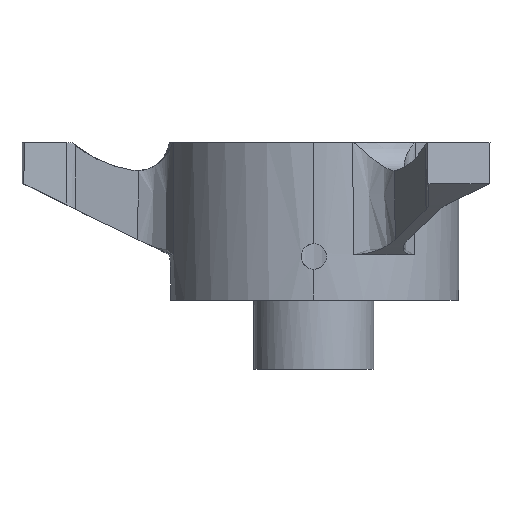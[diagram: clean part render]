
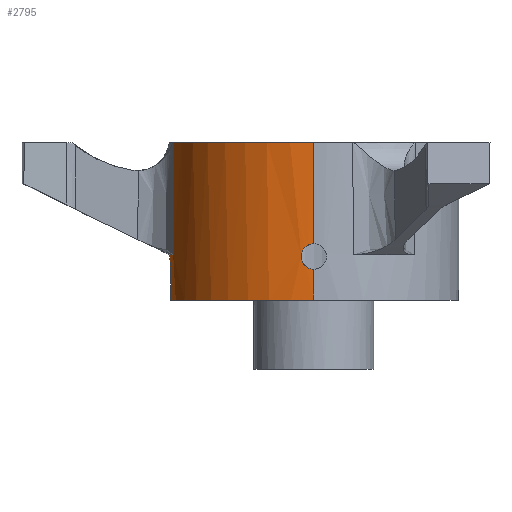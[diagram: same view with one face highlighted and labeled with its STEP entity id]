
A CAD part, left-side view. The second image highlights one B-rep face of the part: STEP entity #2795.
In plain terms, the highlighted cylindrical face has radius 15.9 mm (diameter 31.8 mm), a partial arc.
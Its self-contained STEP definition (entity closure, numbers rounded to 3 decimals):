
#144 = ORIENTED_EDGE ( 'NONE', *, *, #2310, .F. ) ;
#146 = CARTESIAN_POINT ( 'NONE',  ( -3.976, 15.395, -39.867 ) ) ;
#192 = CARTESIAN_POINT ( 'NONE',  ( -15.9, 0., -55.8 ) ) ;
#231 = CARTESIAN_POINT ( 'NONE',  ( -1.605, 15.819, -51.015 ) ) ;
#352 = CARTESIAN_POINT ( 'NONE',  ( -15.838, 1.4, -51. ) ) ;
#402 = ORIENTED_EDGE ( 'NONE', *, *, #2654, .T. ) ;
#443 = ORIENTED_EDGE ( 'NONE', *, *, #3336, .T. ) ;
#527 = ORIENTED_EDGE ( 'NONE', *, *, #3702, .F. ) ;
#589 = CARTESIAN_POINT ( 'NONE',  ( -2.028, 15.77, -51.502 ) ) ;
#596 = CIRCLE ( 'NONE', #3274, 15.9 ) ;
#620 = CARTESIAN_POINT ( 'NONE',  ( -15.838, 1.4, -51.188 ) ) ;
#640 = CARTESIAN_POINT ( 'NONE',  ( -15.878, 0.855, -52.124 ) ) ;
#660 = CARTESIAN_POINT ( 'NONE',  ( -15.885, 0.707, -52.223 ) ) ;
#664 = EDGE_LOOP ( 'NONE', ( #527, #144, #443, #402, #4078, #2005, #3079, #1791, #3169, #2872 ) ) ;
#687 = DIRECTION ( 'NONE',  ( 0., 0., 1. ) ) ;
#702 = DIRECTION ( 'NONE',  ( -0.24, 0.971, 0. ) ) ;
#708 = DIRECTION ( 'NONE',  ( 0., 0., -1. ) ) ;
#878 = CARTESIAN_POINT ( 'NONE',  ( -3.938, 15.405, -42.6 ) ) ;
#949 = DIRECTION ( 'NONE',  ( 0., 0., -1. ) ) ;
#954 = CARTESIAN_POINT ( 'NONE',  ( -15.9, 0.187, -52.4 ) ) ;
#963 = DIRECTION ( 'NONE',  ( 0., 0., 1. ) ) ;
#997 = CARTESIAN_POINT ( 'NONE',  ( -15.9, 0., -38.5 ) ) ;
#1063 = VERTEX_POINT ( 'NONE', #997 ) ;
#1064 = LINE ( 'NONE', #2336, #3451 ) ;
#1109 = CARTESIAN_POINT ( 'NONE',  ( -3.995, 15.39, -38.5 ) ) ;
#1199 = VERTEX_POINT ( 'NONE', #1783 ) ;
#1244 = CARTESIAN_POINT ( 'NONE',  ( -2.4, 15.718, -52.8 ) ) ;
#1246 = CARTESIAN_POINT ( 'NONE',  ( -3.995, 15.39, -38.5 ) ) ;
#1254 = CARTESIAN_POINT ( 'NONE',  ( -15.9, 0., -52.4 ) ) ;
#1315 = CARTESIAN_POINT ( 'NONE',  ( -1.642, 15.815, -51.049 ) ) ;
#1334 = CARTESIAN_POINT ( 'NONE',  ( -15.9, 0., -49.6 ) ) ;
#1376 = CARTESIAN_POINT ( 'NONE',  ( -15.838, 1.4, -50.814 ) ) ;
#1381 = CARTESIAN_POINT ( 'NONE',  ( -3.824, 15.433, -50.8 ) ) ;
#1578 = CYLINDRICAL_SURFACE ( 'NONE', #2192, 15.9 ) ;
#1625 = DIRECTION ( 'NONE',  ( 0., 0., -1. ) ) ;
#1643 = CARTESIAN_POINT ( 'NONE',  ( 0., 0., -38.5 ) ) ;
#1700 = CARTESIAN_POINT ( 'NONE',  ( -15.853, 1.222, -50.293 ) ) ;
#1705 = DIRECTION ( 'NONE',  ( 0., 0., -1. ) ) ;
#1749 = CARTESIAN_POINT ( 'NONE',  ( 0., 0., -55.8 ) ) ;
#1783 = CARTESIAN_POINT ( 'NONE',  ( -15.838, 1.4, -51. ) ) ;
#1791 = ORIENTED_EDGE ( 'NONE', *, *, #3221, .F. ) ;
#1825 = CARTESIAN_POINT ( 'NONE',  ( -3.824, 15.433, -50.8 ) ) ;
#1894 = CARTESIAN_POINT ( 'NONE',  ( -2.4, 15.718, -52.604 ) ) ;
#1930 = B_SPLINE_CURVE_WITH_KNOTS ( 'NONE', 3,
 ( #2642, #1376, #2301, #1700, #3958, #2320, #2058, #3652, #3371, #3612 ),
 .UNSPECIFIED., .F., .F.,
 ( 4, 2, 2, 2, 4 ),
 ( 0., 0.125, 0.25, 0.375, 0.499 ),
 .UNSPECIFIED. ) ;
#1938 = CARTESIAN_POINT ( 'NONE',  ( -1.915, 15.785, -51.34 ) ) ;
#1958 = CARTESIAN_POINT ( 'NONE',  ( -1.411, 15.837, -50.856 ) ) ;
#2005 = ORIENTED_EDGE ( 'NONE', *, *, #3671, .F. ) ;
#2058 = CARTESIAN_POINT ( 'NONE',  ( -15.885, 0.707, -49.777 ) ) ;
#2096 = CARTESIAN_POINT ( 'NONE',  ( -1.327, 15.845, -50.8 ) ) ;
#2097 = AXIS2_PLACEMENT_3D ( 'NONE', #2511, #3645, #702 ) ;
#2122 = B_SPLINE_CURVE_WITH_KNOTS ( 'NONE', 3,
 ( #1254, #954, #2930, #660, #640, #2885, #2950, #3923, #620, #352 ),
 .UNSPECIFIED., .F., .F.,
 ( 4, 2, 2, 2, 4 ),
 ( 0.5, 0.625, 0.75, 0.875, 1. ),
 .UNSPECIFIED. ) ;
#2192 = AXIS2_PLACEMENT_3D ( 'NONE', #1643, #1625, #3557 ) ;
#2211 = CARTESIAN_POINT ( 'NONE',  ( -1.491, 15.83, -50.917 ) ) ;
#2259 = VERTEX_POINT ( 'NONE', #1246 ) ;
#2262 = EDGE_CURVE ( 'NONE', #3781, #2652, #3051, .T. ) ;
#2282 = DIRECTION ( 'NONE',  ( -0.251, 0.968, 0. ) ) ;
#2301 = CARTESIAN_POINT ( 'NONE',  ( -15.842, 1.364, -50.636 ) ) ;
#2310 = EDGE_CURVE ( 'NONE', #2259, #1063, #3811, .T. ) ;
#2320 = CARTESIAN_POINT ( 'NONE',  ( -15.877, 0.858, -49.879 ) ) ;
#2336 = CARTESIAN_POINT ( 'NONE',  ( -15.9, 0., -38.5 ) ) ;
#2379 = VERTEX_POINT ( 'NONE', #1334 ) ;
#2438 = EDGE_CURVE ( 'NONE', #1199, #2379, #1930, .T. ) ;
#2511 = CARTESIAN_POINT ( 'NONE',  ( 0., 0., -50.8 ) ) ;
#2627 = FACE_OUTER_BOUND ( 'NONE', #664, .T. ) ;
#2639 = LINE ( 'NONE', #3287, #3105 ) ;
#2642 = CARTESIAN_POINT ( 'NONE',  ( -15.838, 1.4, -51. ) ) ;
#2652 = VERTEX_POINT ( 'NONE', #1244 ) ;
#2654 = EDGE_CURVE ( 'NONE', #4104, #3781, #3617, .T. ) ;
#2704 = VERTEX_POINT ( 'NONE', #3751 ) ;
#2795 = ADVANCED_FACE ( 'NONE', ( #2627 ), #1578, .T. ) ;
#2807 = EDGE_CURVE ( 'NONE', #4053, #1199, #2122, .T. ) ;
#2810 = CARTESIAN_POINT ( 'NONE',  ( -3.881, 15.419, -46.7 ) ) ;
#2872 = ORIENTED_EDGE ( 'NONE', *, *, #2438, .T. ) ;
#2875 = CARTESIAN_POINT ( 'NONE',  ( -2.282, 15.736, -52.031 ) ) ;
#2885 = CARTESIAN_POINT ( 'NONE',  ( -15.861, 1.117, -51.864 ) ) ;
#2898 = LINE ( 'NONE', #4219, #4264 ) ;
#2916 = AXIS2_PLACEMENT_3D ( 'NONE', #2922, #963, #2282 ) ;
#2922 = CARTESIAN_POINT ( 'NONE',  ( 0., 0., -38.5 ) ) ;
#2930 = CARTESIAN_POINT ( 'NONE',  ( -15.897, 0.363, -52.365 ) ) ;
#2950 = CARTESIAN_POINT ( 'NONE',  ( -15.853, 1.219, -51.713 ) ) ;
#2967 = EDGE_CURVE ( 'NONE', #3070, #2704, #596, .T. ) ;
#3015 = DIRECTION ( 'NONE',  ( 0.151, 0.989, 0. ) ) ;
#3051 = B_SPLINE_CURVE_WITH_KNOTS ( 'NONE', 3,
 ( #3244, #1958, #2211, #231, #1315, #3270, #3848, #1938, #589, #4217, #2875, #3570, #1894, #3896 ),
 .UNSPECIFIED., .F., .F.,
 ( 4, 2, 2, 2, 2, 2, 4 ),
 ( 0., 0.125, 0.188, 0.25, 0.5, 0.75, 1. ),
 .UNSPECIFIED. ) ;
#3070 = VERTEX_POINT ( 'NONE', #192 ) ;
#3079 = ORIENTED_EDGE ( 'NONE', *, *, #2967, .F. ) ;
#3105 = VECTOR ( 'NONE', #687, 1000. ) ;
#3169 = ORIENTED_EDGE ( 'NONE', *, *, #2807, .T. ) ;
#3221 = EDGE_CURVE ( 'NONE', #4053, #3070, #2898, .T. ) ;
#3244 = CARTESIAN_POINT ( 'NONE',  ( -1.327, 15.845, -50.8 ) ) ;
#3270 = CARTESIAN_POINT ( 'NONE',  ( -1.714, 15.807, -51.12 ) ) ;
#3274 = AXIS2_PLACEMENT_3D ( 'NONE', #1749, #1705, #3015 ) ;
#3287 = CARTESIAN_POINT ( 'NONE',  ( -2.4, 15.718, -55.8 ) ) ;
#3314 = CARTESIAN_POINT ( 'NONE',  ( -15.9, 0., -52.4 ) ) ;
#3336 = EDGE_CURVE ( 'NONE', #2259, #4104, #3928, .T. ) ;
#3371 = CARTESIAN_POINT ( 'NONE',  ( -15.9, 0.184, -49.6 ) ) ;
#3451 = VECTOR ( 'NONE', #708, 1000. ) ;
#3557 = DIRECTION ( 'NONE',  ( -1., 0., 0. ) ) ;
#3570 = CARTESIAN_POINT ( 'NONE',  ( -2.376, 15.722, -52.41 ) ) ;
#3612 = CARTESIAN_POINT ( 'NONE',  ( -15.9, 0., -49.6 ) ) ;
#3617 = CIRCLE ( 'NONE', #2097, 15.9 ) ;
#3645 = DIRECTION ( 'NONE',  ( 0., 0., -1. ) ) ;
#3652 = CARTESIAN_POINT ( 'NONE',  ( -15.897, 0.364, -49.635 ) ) ;
#3671 = EDGE_CURVE ( 'NONE', #2704, #2652, #2639, .T. ) ;
#3702 = EDGE_CURVE ( 'NONE', #1063, #2379, #1064, .T. ) ;
#3751 = CARTESIAN_POINT ( 'NONE',  ( -2.4, 15.718, -55.8 ) ) ;
#3781 = VERTEX_POINT ( 'NONE', #2096 ) ;
#3811 = CIRCLE ( 'NONE', #2916, 15.9 ) ;
#3848 = CARTESIAN_POINT ( 'NONE',  ( -1.75, 15.803, -51.157 ) ) ;
#3896 = CARTESIAN_POINT ( 'NONE',  ( -2.4, 15.718, -52.8 ) ) ;
#3923 = CARTESIAN_POINT ( 'NONE',  ( -15.842, 1.363, -51.369 ) ) ;
#3928 = B_SPLINE_CURVE_WITH_KNOTS ( 'NONE', 3,
 ( #1109, #146, #878, #2810, #4085, #1825 ),
 .UNSPECIFIED., .F., .F.,
 ( 4, 1, 1, 4 ),
 ( 0., 0.333, 0.667, 1. ),
 .UNSPECIFIED. ) ;
#3958 = CARTESIAN_POINT ( 'NONE',  ( -15.861, 1.121, -50.14 ) ) ;
#4053 = VERTEX_POINT ( 'NONE', #3314 ) ;
#4078 = ORIENTED_EDGE ( 'NONE', *, *, #2262, .T. ) ;
#4085 = CARTESIAN_POINT ( 'NONE',  ( -3.843, 15.429, -49.433 ) ) ;
#4104 = VERTEX_POINT ( 'NONE', #1381 ) ;
#4217 = CARTESIAN_POINT ( 'NONE',  ( -2.212, 15.746, -51.847 ) ) ;
#4219 = CARTESIAN_POINT ( 'NONE',  ( -15.9, 0., -38.5 ) ) ;
#4264 = VECTOR ( 'NONE', #949, 1000. ) ;
